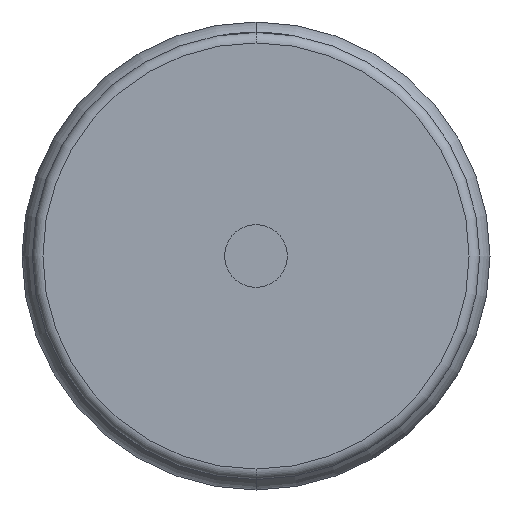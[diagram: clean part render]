
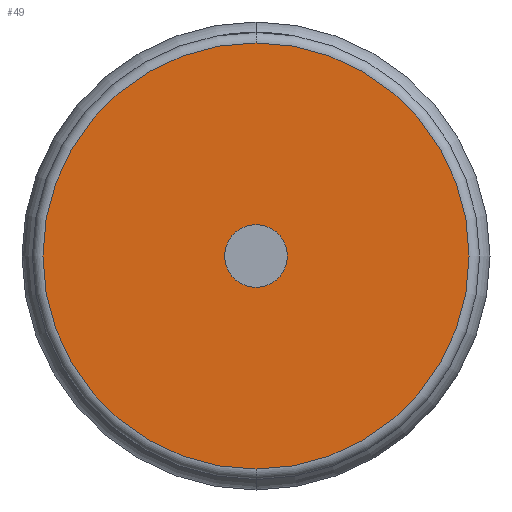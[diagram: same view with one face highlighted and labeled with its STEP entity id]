
A CAD part, front view. The second image highlights one B-rep face of the part: STEP entity #49.
In plain terms, the highlighted planar face has unit normal (0, -1, 0).
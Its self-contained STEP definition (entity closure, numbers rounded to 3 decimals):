
#49 = ADVANCED_FACE ( 'NONE', ( #4680, #4436 ), #4886, .F. ) ;
#52 = VERTEX_POINT ( 'NONE', #5308 ) ;
#259 = EDGE_LOOP ( 'NONE', ( #4429, #6615 ) ) ;
#627 = CIRCLE ( 'NONE', #1061, 40.75 ) ;
#693 = EDGE_LOOP ( 'NONE', ( #5589, #3570 ) ) ;
#832 = EDGE_CURVE ( 'NONE', #52, #4500, #4962, .T. ) ;
#861 = AXIS2_PLACEMENT_3D ( 'NONE', #5724, #2105, #4716 ) ;
#1061 = AXIS2_PLACEMENT_3D ( 'NONE', #2945, #1906, #3938 ) ;
#1709 = CIRCLE ( 'NONE', #861, 6. ) ;
#1789 = CARTESIAN_POINT ( 'NONE',  ( 0., 0., 0. ) ) ;
#1906 = DIRECTION ( 'NONE',  ( 0., -1., 0. ) ) ;
#2105 = DIRECTION ( 'NONE',  ( 0., -1., 0. ) ) ;
#2140 = DIRECTION ( 'NONE',  ( 0., 0., 1. ) ) ;
#2373 = DIRECTION ( 'NONE',  ( 0., 0., 1. ) ) ;
#2417 = AXIS2_PLACEMENT_3D ( 'NONE', #4927, #5427, #2373 ) ;
#2440 = CARTESIAN_POINT ( 'NONE',  ( 0., 0., -40.75 ) ) ;
#2945 = CARTESIAN_POINT ( 'NONE',  ( 0., 0., 0. ) ) ;
#3202 = AXIS2_PLACEMENT_3D ( 'NONE', #1789, #3307, #4351 ) ;
#3277 = EDGE_CURVE ( 'NONE', #5933, #4411, #1709, .T. ) ;
#3307 = DIRECTION ( 'NONE',  ( 0., -1., 0. ) ) ;
#3570 = ORIENTED_EDGE ( 'NONE', *, *, #4048, .T. ) ;
#3938 = DIRECTION ( 'NONE',  ( 0., 0., 1. ) ) ;
#4048 = EDGE_CURVE ( 'NONE', #4500, #52, #627, .T. ) ;
#4351 = DIRECTION ( 'NONE',  ( 0., 0., 1. ) ) ;
#4411 = VERTEX_POINT ( 'NONE', #5692 ) ;
#4429 = ORIENTED_EDGE ( 'NONE', *, *, #6312, .F. ) ;
#4436 = FACE_BOUND ( 'NONE', #259, .T. ) ;
#4500 = VERTEX_POINT ( 'NONE', #2440 ) ;
#4680 = FACE_OUTER_BOUND ( 'NONE', #693, .T. ) ;
#4716 = DIRECTION ( 'NONE',  ( 0., 0., 1. ) ) ;
#4886 = PLANE ( 'NONE',  #2417 ) ;
#4927 = CARTESIAN_POINT ( 'NONE',  ( 0., 0., 0. ) ) ;
#4962 = CIRCLE ( 'NONE', #3202, 40.75 ) ;
#5180 = CIRCLE ( 'NONE', #6188, 6. ) ;
#5308 = CARTESIAN_POINT ( 'NONE',  ( 0., 0., 40.75 ) ) ;
#5427 = DIRECTION ( 'NONE',  ( 0., 1., 0. ) ) ;
#5439 = CARTESIAN_POINT ( 'NONE',  ( 0., 0., -6. ) ) ;
#5589 = ORIENTED_EDGE ( 'NONE', *, *, #832, .T. ) ;
#5692 = CARTESIAN_POINT ( 'NONE',  ( 0., 0., 6. ) ) ;
#5708 = DIRECTION ( 'NONE',  ( 0., -1., 0. ) ) ;
#5724 = CARTESIAN_POINT ( 'NONE',  ( 0., 0., 0. ) ) ;
#5933 = VERTEX_POINT ( 'NONE', #5439 ) ;
#6188 = AXIS2_PLACEMENT_3D ( 'NONE', #6299, #5708, #2140 ) ;
#6299 = CARTESIAN_POINT ( 'NONE',  ( 0., 0., 0. ) ) ;
#6312 = EDGE_CURVE ( 'NONE', #4411, #5933, #5180, .T. ) ;
#6615 = ORIENTED_EDGE ( 'NONE', *, *, #3277, .F. ) ;
